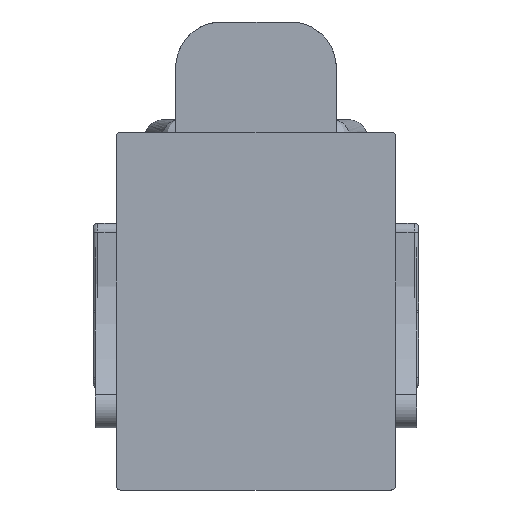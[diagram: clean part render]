
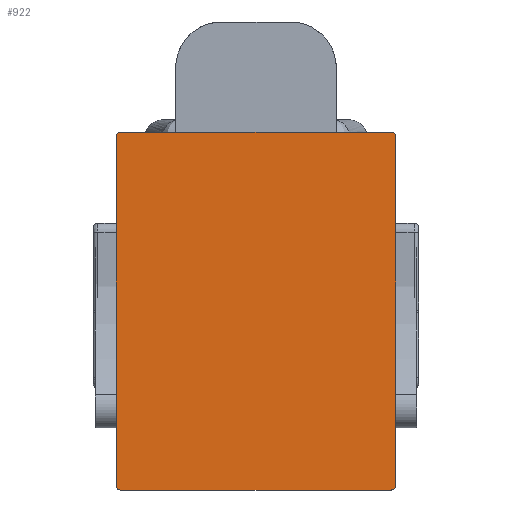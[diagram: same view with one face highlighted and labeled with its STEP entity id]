
A CAD part, front view. The second image highlights one B-rep face of the part: STEP entity #922.
In plain terms, the highlighted free-form (B-spline) face has degree [1, 1] with [2, 2] control points.
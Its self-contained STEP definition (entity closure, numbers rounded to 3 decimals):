
#738 = EDGE_CURVE('',#739,#741,#743,.T.);
#739 = VERTEX_POINT('',#740);
#740 = CARTESIAN_POINT('',(294.516,0.,389.36));
#741 = VERTEX_POINT('',#742);
#742 = CARTESIAN_POINT('',(304.499,0.,379.376));
#743 = ( BOUNDED_CURVE() B_SPLINE_CURVE(2,(#744,#745,#746),
.UNSPECIFIED.,.F.,.F.) B_SPLINE_CURVE_WITH_KNOTS((3,3),(0.,
1.571),.PIECEWISE_BEZIER_KNOTS.) CURVE() 
GEOMETRIC_REPRESENTATION_ITEM() RATIONAL_B_SPLINE_CURVE((1.,
0.707,1.)) REPRESENTATION_ITEM('') );
#744 = CARTESIAN_POINT('',(294.516,0.,389.36));
#745 = CARTESIAN_POINT('',(304.499,0.,389.36));
#746 = CARTESIAN_POINT('',(304.499,0.,379.376));
#769 = EDGE_CURVE('',#741,#770,#772,.T.);
#770 = VERTEX_POINT('',#771);
#771 = CARTESIAN_POINT('',(304.499,0.,-379.376));
#772 = B_SPLINE_CURVE_WITH_KNOTS('',1,(#773,#774),.UNSPECIFIED.,.F.,.F.,
  (2,2),(0.,760.),.PIECEWISE_BEZIER_KNOTS.);
#773 = CARTESIAN_POINT('',(304.499,0.,379.376));
#774 = CARTESIAN_POINT('',(304.499,0.,-379.376));
#791 = EDGE_CURVE('',#770,#792,#794,.T.);
#792 = VERTEX_POINT('',#793);
#793 = CARTESIAN_POINT('',(294.516,0.,-389.36));
#794 = ( BOUNDED_CURVE() B_SPLINE_CURVE(2,(#795,#796,#797),
.UNSPECIFIED.,.F.,.F.) B_SPLINE_CURVE_WITH_KNOTS((3,3),(4.712,
6.283),.PIECEWISE_BEZIER_KNOTS.) CURVE() 
GEOMETRIC_REPRESENTATION_ITEM() RATIONAL_B_SPLINE_CURVE((1.,
0.707,1.)) REPRESENTATION_ITEM('') );
#795 = CARTESIAN_POINT('',(304.499,0.,-379.376));
#796 = CARTESIAN_POINT('',(304.499,0.,-389.36));
#797 = CARTESIAN_POINT('',(294.516,0.,-389.36));
#816 = EDGE_CURVE('',#792,#817,#819,.T.);
#817 = VERTEX_POINT('',#818);
#818 = CARTESIAN_POINT('',(-294.516,0.,-389.36));
#819 = B_SPLINE_CURVE_WITH_KNOTS('',1,(#820,#821),.UNSPECIFIED.,.F.,.F.,
  (2,2),(-590.,0.),.PIECEWISE_BEZIER_KNOTS.);
#820 = CARTESIAN_POINT('',(294.516,0.,-389.36));
#821 = CARTESIAN_POINT('',(-294.516,0.,-389.36));
#838 = EDGE_CURVE('',#817,#839,#841,.T.);
#839 = VERTEX_POINT('',#840);
#840 = CARTESIAN_POINT('',(-304.499,0.,-379.376));
#841 = ( BOUNDED_CURVE() B_SPLINE_CURVE(2,(#842,#843,#844),
.UNSPECIFIED.,.F.,.F.) B_SPLINE_CURVE_WITH_KNOTS((3,3),(0.,
1.571),.PIECEWISE_BEZIER_KNOTS.) CURVE() 
GEOMETRIC_REPRESENTATION_ITEM() RATIONAL_B_SPLINE_CURVE((1.,
0.707,1.)) REPRESENTATION_ITEM('') );
#842 = CARTESIAN_POINT('',(-294.516,0.,-389.36));
#843 = CARTESIAN_POINT('',(-304.499,0.,-389.36));
#844 = CARTESIAN_POINT('',(-304.499,0.,-379.376));
#863 = EDGE_CURVE('',#839,#864,#866,.T.);
#864 = VERTEX_POINT('',#865);
#865 = CARTESIAN_POINT('',(-304.499,0.,379.376));
#866 = B_SPLINE_CURVE_WITH_KNOTS('',1,(#867,#868),.UNSPECIFIED.,.F.,.F.,
  (2,2),(-760.,0.),.PIECEWISE_BEZIER_KNOTS.);
#867 = CARTESIAN_POINT('',(-304.499,0.,-379.376));
#868 = CARTESIAN_POINT('',(-304.499,0.,379.376));
#885 = EDGE_CURVE('',#864,#886,#888,.T.);
#886 = VERTEX_POINT('',#887);
#887 = CARTESIAN_POINT('',(-294.516,0.,389.36));
#888 = ( BOUNDED_CURVE() B_SPLINE_CURVE(2,(#889,#890,#891),
.UNSPECIFIED.,.F.,.F.) B_SPLINE_CURVE_WITH_KNOTS((3,3),(1.571,
3.142),.PIECEWISE_BEZIER_KNOTS.) CURVE() 
GEOMETRIC_REPRESENTATION_ITEM() RATIONAL_B_SPLINE_CURVE((1.,
0.707,1.)) REPRESENTATION_ITEM('') );
#889 = CARTESIAN_POINT('',(-304.499,0.,379.376));
#890 = CARTESIAN_POINT('',(-304.499,0.,389.36));
#891 = CARTESIAN_POINT('',(-294.516,0.,389.36));
#910 = EDGE_CURVE('',#886,#739,#911,.T.);
#911 = B_SPLINE_CURVE_WITH_KNOTS('',1,(#912,#913),.UNSPECIFIED.,.F.,.F.,
  (2,2),(0.,590.),.PIECEWISE_BEZIER_KNOTS.);
#912 = CARTESIAN_POINT('',(-294.516,0.,389.36));
#913 = CARTESIAN_POINT('',(294.516,0.,389.36));
#922 = ADVANCED_FACE('',(#923),#933,.F.);
#923 = FACE_BOUND('',#924,.T.);
#924 = EDGE_LOOP('',(#925,#926,#927,#928,#929,#930,#931,#932));
#925 = ORIENTED_EDGE('',*,*,#738,.F.);
#926 = ORIENTED_EDGE('',*,*,#910,.F.);
#927 = ORIENTED_EDGE('',*,*,#885,.F.);
#928 = ORIENTED_EDGE('',*,*,#863,.F.);
#929 = ORIENTED_EDGE('',*,*,#838,.F.);
#930 = ORIENTED_EDGE('',*,*,#816,.F.);
#931 = ORIENTED_EDGE('',*,*,#791,.F.);
#932 = ORIENTED_EDGE('',*,*,#769,.F.);
#933 = B_SPLINE_SURFACE_WITH_KNOTS('',1,1,(
    (#934,#935)
    ,(#936,#937
    )),.UNSPECIFIED.,.F.,.F.,.F.,(2,2),(2,2),(-770.,10.),(-600.,10.),
  .PIECEWISE_BEZIER_KNOTS.);
#934 = CARTESIAN_POINT('',(-304.499,0.,-389.36));
#935 = CARTESIAN_POINT('',(304.499,0.,-389.36));
#936 = CARTESIAN_POINT('',(-304.499,0.,389.36));
#937 = CARTESIAN_POINT('',(304.499,0.,389.36));
